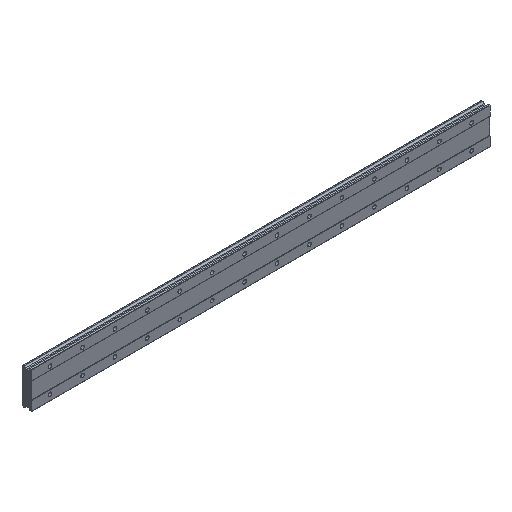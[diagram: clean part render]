
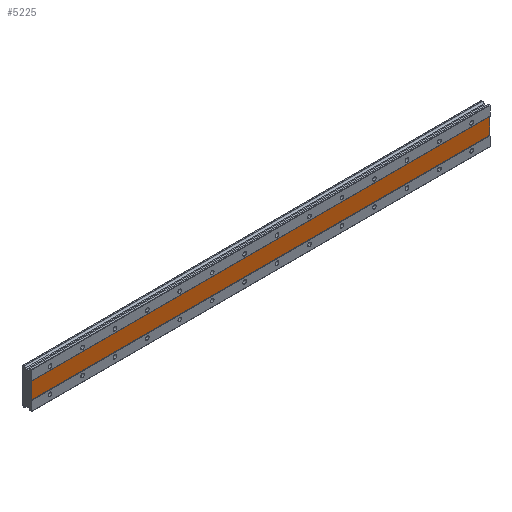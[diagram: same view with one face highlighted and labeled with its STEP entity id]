
A CAD part, isometric view. The second image highlights one B-rep face of the part: STEP entity #5225.
In plain terms, the highlighted planar face has unit normal (0, -1, 0).
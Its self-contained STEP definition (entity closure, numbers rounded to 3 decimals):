
#19 = ORIENTED_EDGE ( 'NONE', *, *, #1315, .F. ) ;
#92 = LINE ( 'NONE', #3993, #1367 ) ;
#161 = CARTESIAN_POINT ( 'NONE',  ( 1085., 1., 20. ) ) ;
#350 = DIRECTION ( 'NONE',  ( 0., 1., 0. ) ) ;
#465 = EDGE_LOOP ( 'NONE', ( #19, #5035, #1909, #4001 ) ) ;
#595 = DIRECTION ( 'NONE',  ( 0., 0., -1. ) ) ;
#607 = VERTEX_POINT ( 'NONE', #965 ) ;
#675 = VERTEX_POINT ( 'NONE', #3430 ) ;
#859 = DIRECTION ( 'NONE',  ( -1., 0., 0. ) ) ;
#884 = CARTESIAN_POINT ( 'NONE',  ( 1085., 1., -20. ) ) ;
#965 = CARTESIAN_POINT ( 'NONE',  ( -45., 1., -20. ) ) ;
#1279 = CARTESIAN_POINT ( 'NONE',  ( 1085., 1., 20. ) ) ;
#1315 = EDGE_CURVE ( 'NONE', #3048, #607, #5108, .T. ) ;
#1367 = VECTOR ( 'NONE', #595, 1000. ) ;
#1521 = VECTOR ( 'NONE', #859, 1000. ) ;
#1713 = CARTESIAN_POINT ( 'NONE',  ( 1085., 1., -20. ) ) ;
#1909 = ORIENTED_EDGE ( 'NONE', *, *, #5343, .F. ) ;
#1945 = DIRECTION ( 'NONE',  ( 0., 0., -1. ) ) ;
#2188 = CARTESIAN_POINT ( 'NONE',  ( 1085., 1., 20. ) ) ;
#2337 = PLANE ( 'NONE',  #5174 ) ;
#2605 = VECTOR ( 'NONE', #3984, 1000. ) ;
#3048 = VERTEX_POINT ( 'NONE', #1713 ) ;
#3118 = VERTEX_POINT ( 'NONE', #2188 ) ;
#3430 = CARTESIAN_POINT ( 'NONE',  ( -45., 1., 20. ) ) ;
#3635 = CARTESIAN_POINT ( 'NONE',  ( -45., 1., 44.91 ) ) ;
#3984 = DIRECTION ( 'NONE',  ( 1., 0., 0. ) ) ;
#3993 = CARTESIAN_POINT ( 'NONE',  ( 1085., 1., 44.91 ) ) ;
#4001 = ORIENTED_EDGE ( 'NONE', *, *, #4404, .T. ) ;
#4081 = DIRECTION ( 'NONE',  ( 0., 0., 1. ) ) ;
#4318 = VECTOR ( 'NONE', #1945, 1000. ) ;
#4404 = EDGE_CURVE ( 'NONE', #675, #607, #5022, .T. ) ;
#4419 = LINE ( 'NONE', #161, #2605 ) ;
#5022 = LINE ( 'NONE', #3635, #4318 ) ;
#5035 = ORIENTED_EDGE ( 'NONE', *, *, #5106, .F. ) ;
#5106 = EDGE_CURVE ( 'NONE', #3118, #3048, #92, .T. ) ;
#5108 = LINE ( 'NONE', #884, #1521 ) ;
#5174 = AXIS2_PLACEMENT_3D ( 'NONE', #1279, #350, #4081 ) ;
#5225 = ADVANCED_FACE ( 'NONE', ( #5325 ), #2337, .F. ) ;
#5325 = FACE_OUTER_BOUND ( 'NONE', #465, .T. ) ;
#5343 = EDGE_CURVE ( 'NONE', #675, #3118, #4419, .T. ) ;
